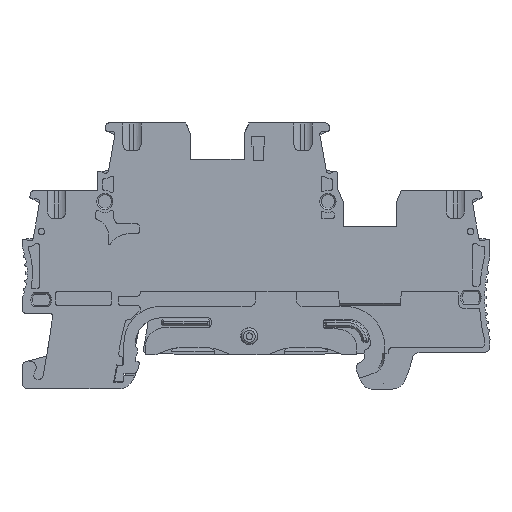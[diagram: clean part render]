
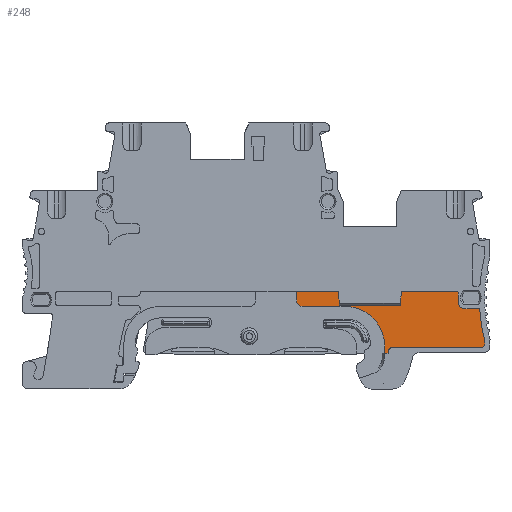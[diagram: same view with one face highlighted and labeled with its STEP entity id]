
A CAD part, front view. The second image highlights one B-rep face of the part: STEP entity #248.
In plain terms, the highlighted planar face has unit normal (0, -1, 0).
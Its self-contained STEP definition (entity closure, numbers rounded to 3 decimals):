
#248=ADVANCED_FACE('',(#2614),#2616,.T.);
#2614=FACE_BOUND('',#2615,.T.);
#2615=EDGE_LOOP('',(#8917,#8918,#8919,#8920,#8921,#8922,#8923,#8924,#8925,#8926,
#8927,#8928,#8929,#8930,#8931,#8932,#8933,#8934,#8935,#8936,#8937,#8938,#8939));
#2616=PLANE('',#2617);
#2617=AXIS2_PLACEMENT_3D('',#2618,#2619,#2620);
#2618=CARTESIAN_POINT('',(324.445,-20.372,-89.858));
#2619=DIRECTION('',(0.,-1.,0.));
#2620=DIRECTION('',(1.,0.,0.));
#8917=ORIENTED_EDGE('',*,*,#13545,.F.);
#8918=ORIENTED_EDGE('',*,*,#12729,.T.);
#8919=ORIENTED_EDGE('',*,*,#13546,.F.);
#8920=ORIENTED_EDGE('',*,*,#13544,.T.);
#8921=ORIENTED_EDGE('',*,*,#13547,.F.);
#8922=ORIENTED_EDGE('',*,*,#13548,.F.);
#8923=ORIENTED_EDGE('',*,*,#13549,.F.);
#8924=ORIENTED_EDGE('',*,*,#13550,.F.);
#8925=ORIENTED_EDGE('',*,*,#13551,.F.);
#8926=ORIENTED_EDGE('',*,*,#13552,.T.);
#8927=ORIENTED_EDGE('',*,*,#13553,.T.);
#8928=ORIENTED_EDGE('',*,*,#13554,.T.);
#8929=ORIENTED_EDGE('',*,*,#13555,.T.);
#8930=ORIENTED_EDGE('',*,*,#13556,.T.);
#8931=ORIENTED_EDGE('',*,*,#13557,.T.);
#8932=ORIENTED_EDGE('',*,*,#13558,.F.);
#8933=ORIENTED_EDGE('',*,*,#13559,.T.);
#8934=ORIENTED_EDGE('',*,*,#13560,.F.);
#8935=ORIENTED_EDGE('',*,*,#13561,.T.);
#8936=ORIENTED_EDGE('',*,*,#13562,.F.);
#8937=ORIENTED_EDGE('',*,*,#13563,.T.);
#8938=ORIENTED_EDGE('',*,*,#13564,.F.);
#8939=ORIENTED_EDGE('',*,*,#13565,.F.);
#12729=EDGE_CURVE('',#15252,#15259,#15261,.T.);
#13544=EDGE_CURVE('',#16705,#16714,#16716,.T.);
#13545=EDGE_CURVE('',#15252,#16717,#16718,.T.);
#13546=EDGE_CURVE('',#16705,#15259,#16719,.T.);
#13547=EDGE_CURVE('',#16720,#16714,#16721,.T.);
#13548=EDGE_CURVE('',#16722,#16720,#16723,.T.);
#13549=EDGE_CURVE('',#16724,#16722,#16725,.T.);
#13550=EDGE_CURVE('',#16726,#16724,#16727,.T.);
#13551=EDGE_CURVE('',#16728,#16726,#16729,.T.);
#13552=EDGE_CURVE('',#16728,#16730,#16731,.T.);
#13553=EDGE_CURVE('',#16730,#16732,#16733,.T.);
#13554=EDGE_CURVE('',#16732,#16734,#16735,.T.);
#13555=EDGE_CURVE('',#16734,#16736,#16737,.T.);
#13556=EDGE_CURVE('',#16736,#16738,#16739,.T.);
#13557=EDGE_CURVE('',#16738,#16740,#16741,.T.);
#13558=EDGE_CURVE('',#16742,#16740,#16743,.T.);
#13559=EDGE_CURVE('',#16742,#16744,#16745,.T.);
#13560=EDGE_CURVE('',#16746,#16744,#16747,.T.);
#13561=EDGE_CURVE('',#16746,#16748,#16749,.T.);
#13562=EDGE_CURVE('',#16750,#16748,#16751,.T.);
#13563=EDGE_CURVE('',#16750,#16752,#16753,.T.);
#13564=EDGE_CURVE('',#16754,#16752,#16755,.T.);
#13565=EDGE_CURVE('',#16717,#16754,#16756,.T.);
#15252=VERTEX_POINT('',#19471);
#15259=VERTEX_POINT('',#19484);
#15261=LINE('',#19488,#19489);
#16705=VERTEX_POINT('',#23409);
#16714=VERTEX_POINT('',#23428);
#16716=LINE('',#23432,#23433);
#16717=VERTEX_POINT('',#23435);
#16718=LINE('',#23436,#23437);
#16719=LINE('',#23439,#23440);
#16720=VERTEX_POINT('',#23442);
#16721=LINE('',#23443,#23444);
#16722=VERTEX_POINT('',#23446);
#16723=CIRCLE('',#23447,1.);
#16724=VERTEX_POINT('',#23451);
#16725=LINE('',#23452,#23453);
#16726=VERTEX_POINT('',#23455);
#16727=CIRCLE('',#23456,6.);
#16728=VERTEX_POINT('',#23460);
#16729=LINE('',#23461,#23462);
#16730=VERTEX_POINT('',#23464);
#16731=LINE('',#23465,#23466);
#16732=VERTEX_POINT('',#23468);
#16733=LINE('',#23469,#23470);
#16734=VERTEX_POINT('',#23472);
#16735=CIRCLE('',#23473,0.5);
#16736=VERTEX_POINT('',#23477);
#16737=LINE('',#23478,#23479);
#16738=VERTEX_POINT('',#23481);
#16739=CIRCLE('',#23482,0.5);
#16740=VERTEX_POINT('',#23486);
#16741=LINE('',#23487,#23488);
#16742=VERTEX_POINT('',#23490);
#16743=CIRCLE('',#23491,25.8);
#16744=VERTEX_POINT('',#23495);
#16745=CIRCLE('',#23496,0.2);
#16746=VERTEX_POINT('',#23500);
#16747=LINE('',#23501,#23502);
#16748=VERTEX_POINT('',#23504);
#16749=CIRCLE('',#23505,1.);
#16750=VERTEX_POINT('',#23509);
#16751=LINE('',#23510,#23511);
#16752=VERTEX_POINT('',#23513);
#16753=CIRCLE('',#23514,0.2);
#16754=VERTEX_POINT('',#23518);
#16755=LINE('',#23519,#23520);
#16756=CIRCLE('',#23522,0.2);
#19471=CARTESIAN_POINT('',(314.699,-20.372,-77.423));
#19484=CARTESIAN_POINT('',(305.492,-20.372,-77.423));
#19488=CARTESIAN_POINT('',(314.699,-20.372,-77.423));
#19489=VECTOR('',#19490,1.);
#19490=DIRECTION('',(-1.,0.,0.));
#23409=CARTESIAN_POINT('',(305.313,-20.372,-75.373));
#23428=CARTESIAN_POINT('',(298.995,-20.372,-75.373));
#23432=CARTESIAN_POINT('',(305.313,-20.372,-75.373));
#23433=VECTOR('',#23434,1.);
#23434=DIRECTION('',(-1.,0.,0.));
#23435=CARTESIAN_POINT('',(314.862,-20.372,-75.556));
#23436=CARTESIAN_POINT('',(314.699,-20.372,-77.423));
#23437=VECTOR('',#23438,1.);
#23438=DIRECTION('',(0.087,0.,0.996));
#23439=CARTESIAN_POINT('',(305.313,-20.372,-75.373));
#23440=VECTOR('',#23441,1.);
#23441=DIRECTION('',(0.087,0.,-0.996));
#23442=CARTESIAN_POINT('',(298.995,-20.372,-76.623));
#23443=CARTESIAN_POINT('',(298.995,-20.372,-76.623));
#23444=VECTOR('',#23445,1.);
#23445=DIRECTION('',(0.,0.,1.));
#23446=CARTESIAN_POINT('',(299.995,-20.372,-77.623));
#23447=AXIS2_PLACEMENT_3D('',#23448,#23449,#23450);
#23448=CARTESIAN_POINT('',(299.995,-20.372,-76.623));
#23449=DIRECTION('',(0.,1.,0.));
#23450=DIRECTION('',(0.,0.,-1.));
#23451=CARTESIAN_POINT('',(306.345,-20.372,-77.623));
#23452=CARTESIAN_POINT('',(306.345,-20.372,-77.623));
#23453=VECTOR('',#23454,1.);
#23454=DIRECTION('',(-1.,0.,0.));
#23455=CARTESIAN_POINT('',(312.345,-20.372,-83.623));
#23456=AXIS2_PLACEMENT_3D('',#23457,#23458,#23459);
#23457=CARTESIAN_POINT('',(306.345,-20.372,-83.623));
#23458=DIRECTION('',(0.,-1.,0.));
#23459=DIRECTION('',(1.,0.,0.));
#23460=CARTESIAN_POINT('',(312.345,-20.372,-84.723));
#23461=CARTESIAN_POINT('',(312.345,-20.372,-84.723));
#23462=VECTOR('',#23463,1.);
#23463=DIRECTION('',(0.,0.,1.));
#23464=CARTESIAN_POINT('',(312.887,-20.372,-84.723));
#23465=CARTESIAN_POINT('',(312.345,-20.372,-84.723));
#23466=VECTOR('',#23467,1.);
#23467=DIRECTION('',(1.,0.,0.));
#23468=CARTESIAN_POINT('',(312.958,-20.372,-84.249));
#23469=CARTESIAN_POINT('',(312.887,-20.372,-84.723));
#23470=VECTOR('',#23471,1.);
#23471=DIRECTION('',(0.148,0.,0.989));
#23472=CARTESIAN_POINT('',(313.452,-20.372,-83.823));
#23473=AXIS2_PLACEMENT_3D('',#23474,#23475,#23476);
#23474=CARTESIAN_POINT('',(313.452,-20.372,-84.323));
#23475=DIRECTION('',(0.,1.,0.));
#23476=DIRECTION('',(-0.989,0.,0.148));
#23477=CARTESIAN_POINT('',(326.995,-20.372,-83.823));
#23478=CARTESIAN_POINT('',(313.452,-20.372,-83.823));
#23479=VECTOR('',#23480,1.);
#23480=DIRECTION('',(1.,0.,0.));
#23481=CARTESIAN_POINT('',(327.495,-20.372,-83.323));
#23482=AXIS2_PLACEMENT_3D('',#23483,#23484,#23485);
#23483=CARTESIAN_POINT('',(326.995,-20.372,-83.323));
#23484=DIRECTION('',(0.,-1.,0.));
#23485=DIRECTION('',(0.,0.,-1.));
#23486=CARTESIAN_POINT('',(327.495,-20.372,-82.767));
#23487=CARTESIAN_POINT('',(327.495,-20.372,-83.323));
#23488=VECTOR('',#23489,1.);
#23489=DIRECTION('',(0.,0.,1.));
#23490=CARTESIAN_POINT('',(326.756,-20.372,-78.159));
#23491=AXIS2_PLACEMENT_3D('',#23492,#23493,#23494);
#23492=CARTESIAN_POINT('',(352.495,-20.372,-76.392));
#23493=DIRECTION('',(0.,-1.,0.));
#23494=DIRECTION('',(-0.998,0.,-0.068));
#23495=CARTESIAN_POINT('',(326.556,-20.372,-77.973));
#23496=AXIS2_PLACEMENT_3D('',#23497,#23498,#23499);
#23497=CARTESIAN_POINT('',(326.556,-20.372,-78.173));
#23498=DIRECTION('',(0.,-1.,0.));
#23499=DIRECTION('',(0.998,0.,0.068));
#23500=CARTESIAN_POINT('',(324.495,-20.372,-77.973));
#23501=CARTESIAN_POINT('',(324.495,-20.372,-77.973));
#23502=VECTOR('',#23503,1.);
#23503=DIRECTION('',(1.,0.,0.));
#23504=CARTESIAN_POINT('',(323.495,-20.372,-76.973));
#23505=AXIS2_PLACEMENT_3D('',#23506,#23507,#23508);
#23506=CARTESIAN_POINT('',(324.495,-20.372,-76.973));
#23507=DIRECTION('',(0.,1.,0.));
#23508=DIRECTION('',(0.,0.,-1.));
#23509=CARTESIAN_POINT('',(323.495,-20.372,-75.573));
#23510=CARTESIAN_POINT('',(323.495,-20.372,-75.573));
#23511=VECTOR('',#23512,1.);
#23512=DIRECTION('',(0.,0.,-1.));
#23513=CARTESIAN_POINT('',(323.295,-20.372,-75.373));
#23514=AXIS2_PLACEMENT_3D('',#23515,#23516,#23517);
#23515=CARTESIAN_POINT('',(323.295,-20.372,-75.573));
#23516=DIRECTION('',(0.,-1.,0.));
#23517=DIRECTION('',(1.,0.,0.));
#23518=CARTESIAN_POINT('',(315.061,-20.372,-75.373));
#23519=CARTESIAN_POINT('',(315.061,-20.372,-75.373));
#23520=VECTOR('',#23521,1.);
#23521=DIRECTION('',(1.,0.,0.));
#23522=AXIS2_PLACEMENT_3D('',#23523,#23524,#23525);
#23523=CARTESIAN_POINT('',(315.061,-20.372,-75.573));
#23524=DIRECTION('',(0.,1.,0.));
#23525=DIRECTION('',(-0.996,0.,0.087));
